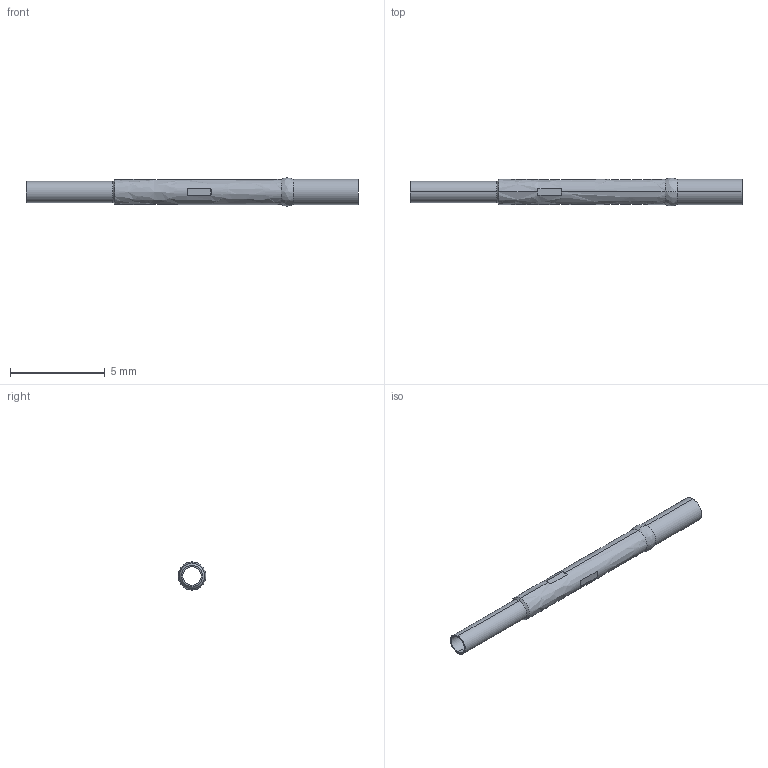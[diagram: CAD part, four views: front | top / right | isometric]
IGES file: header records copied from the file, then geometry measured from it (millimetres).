
Start section: SolidWorks IGES file using analytic representation for surfaces
Global section: file name: SPR-1W.IGS; native system: SolidWorks 2006 by SolidWorks Corporation; preprocessor: SolidWorks 2006 by SolidWorks Corporation; author: tsakatani; date: 080111.155737; units: inch
Bounding box: 17.53 x 1.48 x 1.49 mm (x, y, z)
Surface area: 132.7 mm2 (no closed solid volume)
Topology: 0 solids, 0 shells, 46 faces, 280 edges, 280 vertices
Faces by surface type: bspline 30, revolution 16
